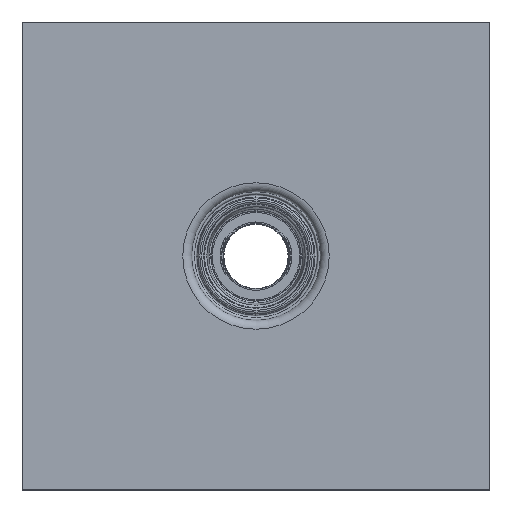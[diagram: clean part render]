
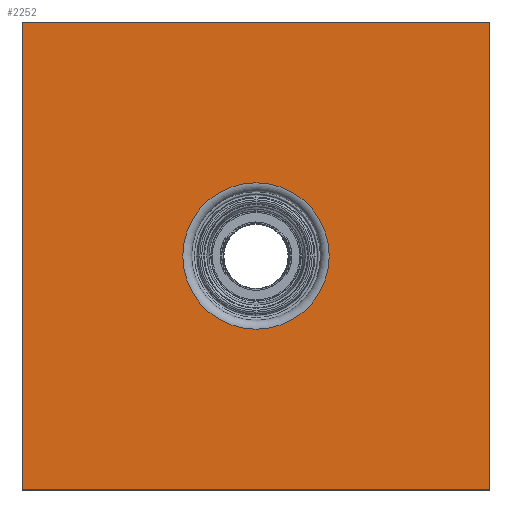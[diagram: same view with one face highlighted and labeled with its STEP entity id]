
A CAD part, top view. The second image highlights one B-rep face of the part: STEP entity #2252.
In plain terms, the highlighted planar face has unit normal (0, 0, 1).
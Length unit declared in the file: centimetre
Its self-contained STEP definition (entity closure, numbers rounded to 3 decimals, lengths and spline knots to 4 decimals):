
#212=FACE_BOUND('',#443,.T.);
#275=FACE_OUTER_BOUND('',#442,.T.);
#442=EDGE_LOOP('',(#1603,#1604,#1605,#1606));
#443=EDGE_LOOP('',(#1607));
#631=CIRCLE('',#2698,78.2516);
#828=VERTEX_POINT('',#4013);
#830=VERTEX_POINT('',#4017);
#831=VERTEX_POINT('',#4021);
#833=VERTEX_POINT('',#4024);
#852=VERTEX_POINT('',#4092);
#1092=EDGE_CURVE('',#828,#830,#2397,.T.);
#1094=EDGE_CURVE('',#833,#831,#2399,.T.);
#1097=EDGE_CURVE('',#830,#833,#2402,.T.);
#1100=EDGE_CURVE('',#828,#831,#2405,.T.);
#1128=EDGE_CURVE('',#852,#852,#631,.T.);
#1603=ORIENTED_EDGE('',*,*,#1100,.F.);
#1604=ORIENTED_EDGE('',*,*,#1092,.T.);
#1605=ORIENTED_EDGE('',*,*,#1097,.T.);
#1606=ORIENTED_EDGE('',*,*,#1094,.T.);
#1607=ORIENTED_EDGE('',*,*,#1128,.T.);
#2176=PLANE('',#2701);
#2252=ADVANCED_FACE('',(#275,#212),#2176,.T.);
#2397=LINE('',#4019,#2498);
#2399=LINE('',#4025,#2500);
#2402=LINE('',#4030,#2503);
#2405=LINE('',#4034,#2506);
#2498=VECTOR('',#3157,1.);
#2500=VECTOR('',#3161,1.);
#2503=VECTOR('',#3166,1.);
#2506=VECTOR('',#3171,1.);
#2698=AXIS2_PLACEMENT_3D('',#4093,#3245,#3246);
#2701=AXIS2_PLACEMENT_3D('',#4096,#3251,#3252);
#3157=DIRECTION('',(1.,0.,0.));
#3161=DIRECTION('',(-1.,0.,0.));
#3166=DIRECTION('',(0.,1.,0.));
#3171=DIRECTION('',(0.,1.,0.));
#3245=DIRECTION('center_axis',(0.,0.,-1.));
#3246=DIRECTION('ref_axis',(1.,0.,0.));
#3251=DIRECTION('center_axis',(0.,0.,1.));
#3252=DIRECTION('ref_axis',(0.,1.,0.));
#4013=CARTESIAN_POINT('',(-250.,-250.,251.5));
#4017=CARTESIAN_POINT('',(250.,-250.,251.5));
#4019=CARTESIAN_POINT('',(0.,-250.,251.5));
#4021=CARTESIAN_POINT('',(-250.,250.,251.5));
#4024=CARTESIAN_POINT('',(250.,250.,251.5));
#4025=CARTESIAN_POINT('',(0.,250.,251.5));
#4030=CARTESIAN_POINT('',(250.,0.,251.5));
#4034=CARTESIAN_POINT('',(-250.,0.,251.5));
#4092=CARTESIAN_POINT('',(0.,-78.2516,251.5));
#4093=CARTESIAN_POINT('Origin',(0.,0.,251.5));
#4096=CARTESIAN_POINT('Origin',(0.,0.,251.5));
